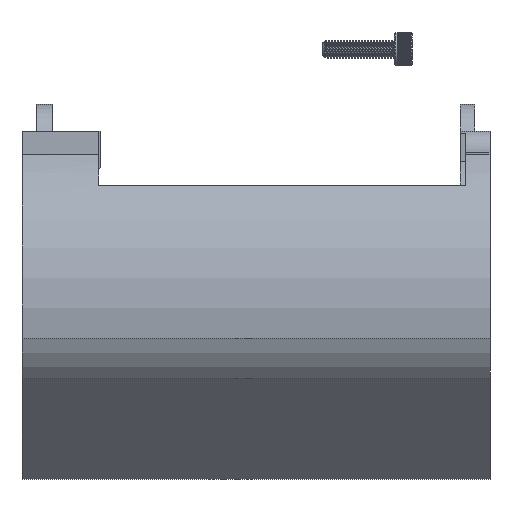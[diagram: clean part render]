
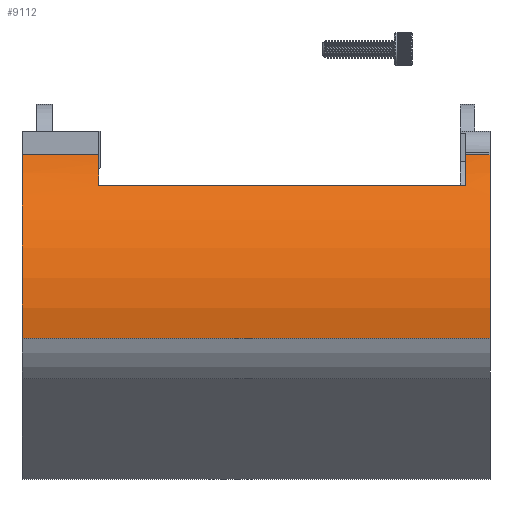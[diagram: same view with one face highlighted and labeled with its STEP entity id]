
A CAD part, front view. The second image highlights one B-rep face of the part: STEP entity #9112.
In plain terms, the highlighted cylindrical face has radius 29.518 mm (diameter 59.036 mm), a partial arc.
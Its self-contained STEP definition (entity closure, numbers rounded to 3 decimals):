
#1158=FACE_OUTER_BOUND('',#1791,.T.);
#1791=EDGE_LOOP('',(#8430,#8431,#8432,#8433,#8434,#8435,#8436,#8437));
#2026=CIRCLE('',#9819,29.518);
#2028=CIRCLE('',#9829,29.518);
#2053=CIRCLE('',#9884,29.518);
#2061=CIRCLE('',#9909,29.518);
#2862=LINE('',#18148,#3756);
#2946=LINE('',#18354,#3840);
#2971=LINE('',#18420,#3865);
#2978=LINE('',#18435,#3872);
#3756=VECTOR('',#12022,10.);
#3840=VECTOR('',#12204,10.);
#3865=VECTOR('',#12263,10.);
#3872=VECTOR('',#12276,10.);
#4616=VERTEX_POINT('',#18145);
#4617=VERTEX_POINT('',#18147);
#4620=VERTEX_POINT('',#18155);
#4637=VERTEX_POINT('',#18205);
#4690=VERTEX_POINT('',#18352);
#4714=VERTEX_POINT('',#18418);
#4717=VERTEX_POINT('',#18427);
#4719=VERTEX_POINT('',#18433);
#5810=EDGE_CURVE('',#4616,#4617,#2862,.T.);
#5815=EDGE_CURVE('',#4616,#4620,#2026,.T.);
#5839=EDGE_CURVE('',#4617,#4637,#2028,.T.);
#5914=EDGE_CURVE('',#4690,#4637,#2946,.T.);
#5947=EDGE_CURVE('',#4620,#4714,#2971,.T.);
#5952=EDGE_CURVE('',#4714,#4717,#2053,.T.);
#5955=EDGE_CURVE('',#4719,#4717,#2978,.T.);
#5985=EDGE_CURVE('',#4690,#4719,#2061,.T.);
#8430=ORIENTED_EDGE('',*,*,#5914,.T.);
#8431=ORIENTED_EDGE('',*,*,#5839,.F.);
#8432=ORIENTED_EDGE('',*,*,#5810,.F.);
#8433=ORIENTED_EDGE('',*,*,#5815,.T.);
#8434=ORIENTED_EDGE('',*,*,#5947,.T.);
#8435=ORIENTED_EDGE('',*,*,#5952,.T.);
#8436=ORIENTED_EDGE('',*,*,#5955,.F.);
#8437=ORIENTED_EDGE('',*,*,#5985,.F.);
#8594=CYLINDRICAL_SURFACE('',#9908,29.518);
#9112=ADVANCED_FACE('',(#1158),#8594,.T.);
#9819=AXIS2_PLACEMENT_3D('',#18157,#12030,#12031);
#9829=AXIS2_PLACEMENT_3D('',#18206,#12072,#12073);
#9884=AXIS2_PLACEMENT_3D('',#18429,#12270,#12271);
#9908=AXIS2_PLACEMENT_3D('',#18495,#12342,#12343);
#9909=AXIS2_PLACEMENT_3D('',#18496,#12344,#12345);
#12022=DIRECTION('',(1.,0.,0.));
#12030=DIRECTION('center_axis',(1.,0.,0.));
#12031=DIRECTION('ref_axis',(0.,0.187,-0.982));
#12072=DIRECTION('center_axis',(1.,0.,0.));
#12073=DIRECTION('ref_axis',(0.,0.187,-0.982));
#12204=DIRECTION('',(1.,0.,0.));
#12263=DIRECTION('',(-1.,0.,0.));
#12270=DIRECTION('center_axis',(-1.,0.,0.));
#12271=DIRECTION('ref_axis',(0.,0.187,-0.982));
#12276=DIRECTION('',(1.,0.,0.));
#12342=DIRECTION('center_axis',(-1.,0.,0.));
#12343=DIRECTION('ref_axis',(0.,0.187,-0.982));
#12344=DIRECTION('center_axis',(-1.,0.,0.));
#12345=DIRECTION('ref_axis',(0.,0.187,-0.982));
#18145=CARTESIAN_POINT('',(35.,271.,50.121));
#18147=CARTESIAN_POINT('',(39.,271.,50.121));
#18148=CARTESIAN_POINT('',(-36.,271.,50.121));
#18155=CARTESIAN_POINT('',(35.,264.79,45.));
#18157=CARTESIAN_POINT('Origin',(35.,286.5,25.));
#18205=CARTESIAN_POINT('',(39.,257.5,19.493));
#18206=CARTESIAN_POINT('Origin',(39.,286.5,25.));
#18352=CARTESIAN_POINT('',(-39.,257.5,19.493));
#18354=CARTESIAN_POINT('',(-36.,257.5,19.493));
#18418=CARTESIAN_POINT('',(-26.2,264.79,45.));
#18420=CARTESIAN_POINT('',(-36.,264.79,45.));
#18427=CARTESIAN_POINT('',(-26.2,271.,50.121));
#18429=CARTESIAN_POINT('Origin',(-26.2,286.5,25.));
#18433=CARTESIAN_POINT('',(-39.,271.,50.121));
#18435=CARTESIAN_POINT('',(-36.,271.,50.121));
#18495=CARTESIAN_POINT('Origin',(-36.,286.5,25.));
#18496=CARTESIAN_POINT('Origin',(-39.,286.5,25.));
